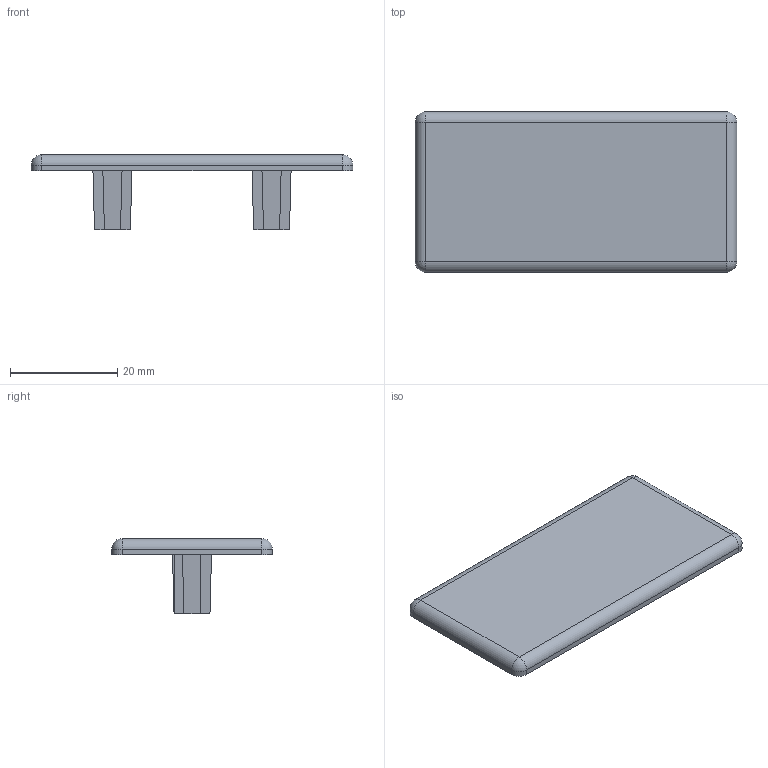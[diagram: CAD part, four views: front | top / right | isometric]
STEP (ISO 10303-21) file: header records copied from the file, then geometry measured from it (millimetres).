
FILE_DESCRIPTION(/* description */ ('TAPPO 30X60 6C NERO'),/* implementation_level */ '2;1');
FILE_NAME(/* name */ 'DTPTR0000024.stp',/* time_stamp */ '2018-10-26T11:01:08+02:00',/* author */ ('fzagni'),/* organization */ (''),/* preprocessor_version */ 'ST-DEVELOPER v16.1',/* originating_system */ 'Autodesk Inventor 2016',/* authorisation */ '');
FILE_SCHEMA (('AUTOMOTIVE_DESIGN { 1 0 10303 214 3 1 1 }'));
Length unit declared in the file: millimetre
Products named in the file (1): DTPTR0000024
Bounding box: 60 x 30 x 14 mm (x, y, z)
Volume: 4352.1 mm3; surface area: 4831.5 mm2
Topology: 1 solids, 1 shells, 49 faces, 120 edges, 76 vertices
Faces by surface type: plane 37, cylinder 8, sphere 4
Entity records: 1438 total; most frequent: CARTESIAN_POINT 246, ORIENTED_EDGE 240, DIRECTION 236, EDGE_CURVE 120, LINE 104, VECTOR 104, VERTEX_POINT 76, AXIS2_PLACEMENT_3D 66
